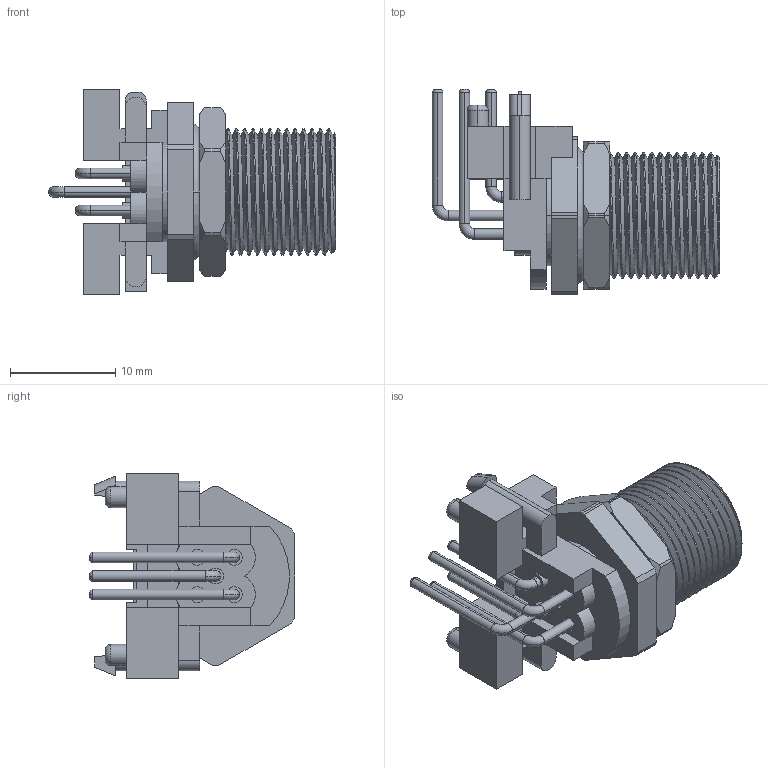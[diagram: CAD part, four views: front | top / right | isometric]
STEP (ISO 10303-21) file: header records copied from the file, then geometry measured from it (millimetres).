
FILE_DESCRIPTION (( 'STEP AP203' ), '1' );
FILE_NAME ('54-00387.STEP', '2024-09-10T21:28:45', ( '' ), ( '' ), 'SwSTEP 2.0', 'SolidWorks 2021', '' );
FILE_SCHEMA (( 'CONFIG_CONTROL_DESIGN' ));
Length unit declared in the file: millimetre
Products named in the file (9): 54-00387-09; 54-00387-02___; 54-00387-01; 54-00387-11; 54-00387-12___; 54-00387-08; 54-00387; 54-00387-03___; 54-00387-07
Assembly tree (10 placements, depth 2):
  54-00387
    54-00387-01
    54-00387-02___
    54-00387-03___
    54-00387-07  x2
    54-00387-11
    54-00387-08  x2
    54-00387-09
    54-00387-12___
Bounding box: 27.31 x 19.5 x 19.5 mm (x, y, z)
Volume: 2475.4 mm3; surface area: 5144.2 mm2
Topology: 10 solids, 10 shells, 481 faces, 1171 edges, 744 vertices
Faces by surface type: plane 198, cylinder 186, torus 68, cone 25, bspline 4
Entity records: 15679 total; most frequent: CARTESIAN_POINT 4728, DIRECTION 2147, ORIENTED_EDGE 2066, EDGE_CURVE 1033, AXIS2_PLACEMENT_3D 804, VERTEX_POINT 658, VECTOR 539, LINE 539
